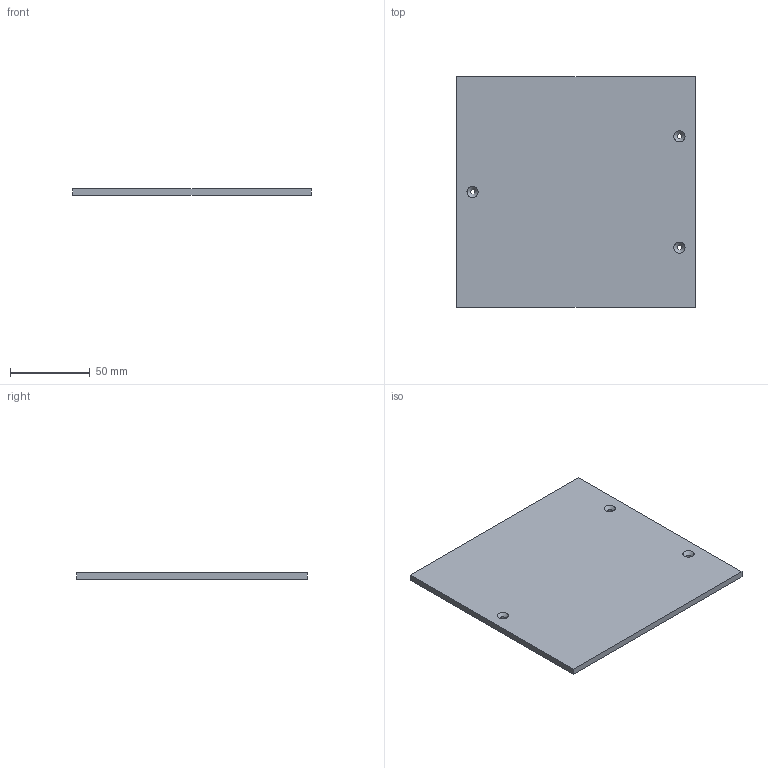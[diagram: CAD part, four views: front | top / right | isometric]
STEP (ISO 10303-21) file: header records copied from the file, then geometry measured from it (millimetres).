
FILE_DESCRIPTION(('FreeCAD Model'),'2;1');
FILE_NAME('bed-plate.step', '2014-10-28T05:10:50',('FreeCAD'),('FreeCAD'), 'Open CASCADE STEP processor 6.5','FreeCAD','Unknown');
FILE_SCHEMA(('AUTOMOTIVE_DESIGN_CC2 { 1 2 10303 214 -1 1 5 4 }'));
Length unit declared in the file: millimetre
Products named in the file (1): bed-plate
Bounding box: 150 x 145 x 4 mm (x, y, z)
Volume: 86833.5 mm3; surface area: 45913.2 mm2
Topology: 1 solids, 1 shells, 12 faces, 27 edges, 17 vertices
Faces by surface type: plane 6, cone 3, cylinder 3
Full cylindrical faces by diameter (mm): 3 x3
Entity records: 732 total; most frequent: CARTESIAN_POINT 153, DIRECTION 104, LINE 60, VECTOR 60, ORIENTED_EDGE 54, PCURVE 54, DEFINITIONAL_REPRESENTATION 54, EDGE_CURVE 27
